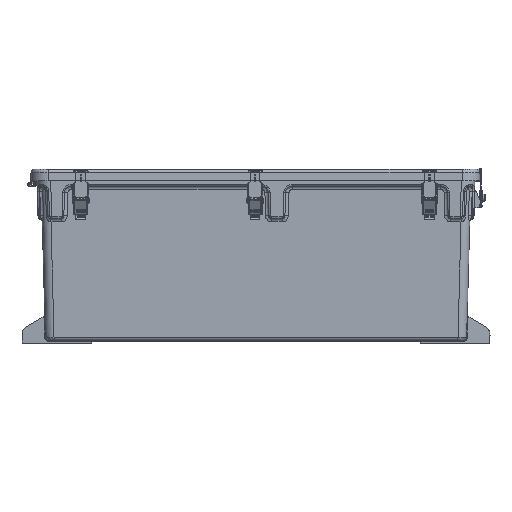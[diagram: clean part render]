
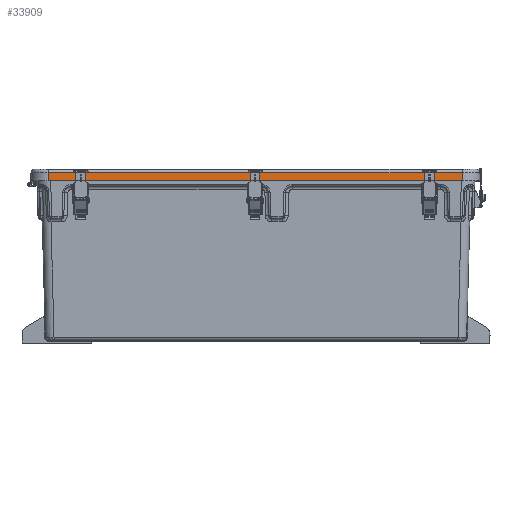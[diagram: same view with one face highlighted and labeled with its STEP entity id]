
A CAD part, top view. The second image highlights one B-rep face of the part: STEP entity #33909.
In plain terms, the highlighted planar face has unit normal (0, 0.026, 1).
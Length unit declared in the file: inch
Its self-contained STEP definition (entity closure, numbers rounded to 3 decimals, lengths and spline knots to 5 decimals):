
#1414 = VERTEX_POINT ( 'NONE', #90742 ) ;
#6291 = VERTEX_POINT ( 'NONE', #175794 ) ;
#8694 = DIRECTION ( 'NONE',  ( 1., 0., 0. ) ) ;
#9478 = EDGE_LOOP ( 'NONE', ( #116516, #17745, #113454, #82622 ) ) ;
#14315 = DIRECTION ( 'NONE',  ( -0.026, 0.999, -0.026 ) ) ;
#17745 = ORIENTED_EDGE ( 'NONE', *, *, #172512, .T. ) ;
#33909 = ADVANCED_FACE ( 'NONE', ( #148208 ), #115265, .T. ) ;
#46654 = CARTESIAN_POINT ( 'NONE',  ( 1.58574, 7.02269, 13.073 ) ) ;
#58975 = DIRECTION ( 'NONE',  ( -0.026, -0.999, 0.026 ) ) ;
#62791 = EDGE_CURVE ( 'NONE', #173222, #90787, #66641, .T. ) ;
#66641 = LINE ( 'NONE', #169182, #161117 ) ;
#77421 = EDGE_CURVE ( 'NONE', #173222, #6291, #160554, .T. ) ;
#78493 = CARTESIAN_POINT ( 'NONE',  ( -13.24506, 6.77923, 13.07938 ) ) ;
#81044 = VECTOR ( 'NONE', #8694, 39.37008 ) ;
#82622 = ORIENTED_EDGE ( 'NONE', *, *, #62791, .F. ) ;
#89163 = EDGE_CURVE ( 'NONE', #1414, #90787, #103472, .T. ) ;
#90742 = CARTESIAN_POINT ( 'NONE',  ( 16.43177, 6.19795, 13.0946 ) ) ;
#90787 = VERTEX_POINT ( 'NONE', #109785 ) ;
#97517 = VECTOR ( 'NONE', #58975, 39.37008 ) ;
#97933 = DIRECTION ( 'NONE',  ( 1., 0., 0. ) ) ;
#103472 = LINE ( 'NONE', #161408, #168787 ) ;
#104542 = DIRECTION ( 'NONE',  ( 0., 0.026, 1. ) ) ;
#109785 = CARTESIAN_POINT ( 'NONE',  ( 16.41654, 6.77923, 13.07938 ) ) ;
#113454 = ORIENTED_EDGE ( 'NONE', *, *, #89163, .T. ) ;
#115265 = PLANE ( 'NONE',  #122578 ) ;
#116516 = ORIENTED_EDGE ( 'NONE', *, *, #77421, .T. ) ;
#122578 = AXIS2_PLACEMENT_3D ( 'NONE', #46654, #104542, #162479 ) ;
#131129 = CARTESIAN_POINT ( 'NONE',  ( -13.24506, 6.77923, 13.07938 ) ) ;
#138752 = CARTESIAN_POINT ( 'NONE',  ( 1.58574, 6.19795, 13.0946 ) ) ;
#148208 = FACE_OUTER_BOUND ( 'NONE', #9478, .T. ) ;
#160554 = LINE ( 'NONE', #131129, #97517 ) ;
#161117 = VECTOR ( 'NONE', #97933, 39.37008 ) ;
#161408 = CARTESIAN_POINT ( 'NONE',  ( 16.43177, 6.19795, 13.0946 ) ) ;
#162479 = DIRECTION ( 'NONE',  ( 0., -1., 0.026 ) ) ;
#168787 = VECTOR ( 'NONE', #14315, 39.37008 ) ;
#169182 = CARTESIAN_POINT ( 'NONE',  ( 1.58574, 6.77923, 13.07938 ) ) ;
#171913 = LINE ( 'NONE', #138752, #81044 ) ;
#172512 = EDGE_CURVE ( 'NONE', #6291, #1414, #171913, .T. ) ;
#173222 = VERTEX_POINT ( 'NONE', #78493 ) ;
#175794 = CARTESIAN_POINT ( 'NONE',  ( -13.26028, 6.19795, 13.0946 ) ) ;
